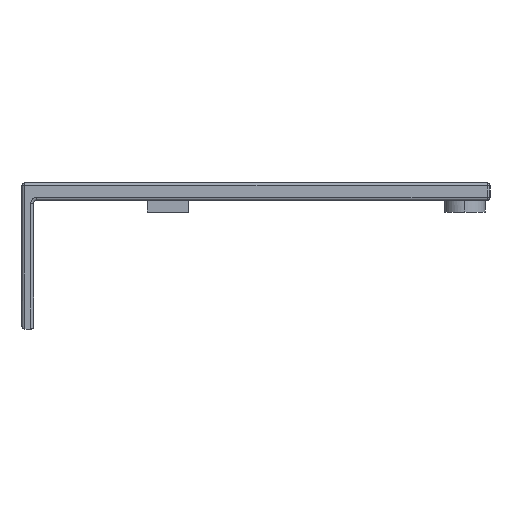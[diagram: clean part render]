
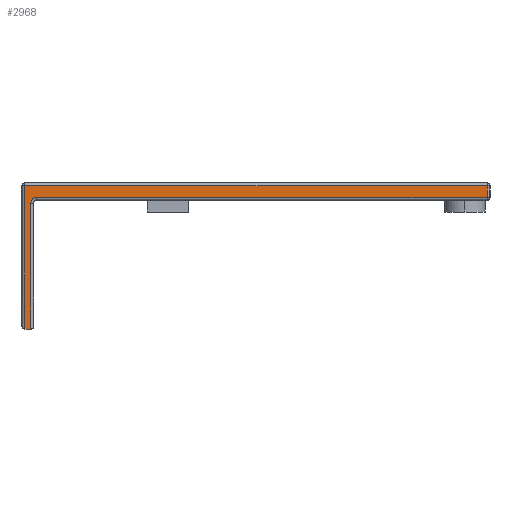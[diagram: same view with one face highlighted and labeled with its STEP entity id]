
A CAD part, left-side view. The second image highlights one B-rep face of the part: STEP entity #2968.
In plain terms, the highlighted planar face has unit normal (-1, 0, 0).
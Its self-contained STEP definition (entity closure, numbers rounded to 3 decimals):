
#332 = VERTEX_POINT ( 'NONE', #1260 ) ;
#675 = LINE ( 'NONE', #1994, #2867 ) ;
#780 = CIRCLE ( 'NONE', #3738, 1. ) ;
#884 = DIRECTION ( 'NONE',  ( 0., 1., 0. ) ) ;
#932 = VECTOR ( 'NONE', #2443, 1000. ) ;
#1018 = PLANE ( 'NONE',  #2566 ) ;
#1049 = DIRECTION ( 'NONE',  ( 0., 0., -1. ) ) ;
#1195 = CARTESIAN_POINT ( 'NONE',  ( -7., 0.5, -12. ) ) ;
#1255 = VERTEX_POINT ( 'NONE', #2975 ) ;
#1260 = CARTESIAN_POINT ( 'NONE',  ( -7., -77.5, 12.5 ) ) ;
#1261 = CARTESIAN_POINT ( 'NONE',  ( -7., -0.5, 10.5 ) ) ;
#1312 = FACE_OUTER_BOUND ( 'NONE', #2939, .T. ) ;
#1392 = VERTEX_POINT ( 'NONE', #1195 ) ;
#1395 = CARTESIAN_POINT ( 'NONE',  ( -7., 1.5, -12. ) ) ;
#1469 = CARTESIAN_POINT ( 'NONE',  ( -7., 1.5, 12.5 ) ) ;
#1484 = CARTESIAN_POINT ( 'NONE',  ( -7., 0.5, 9.5 ) ) ;
#1611 = LINE ( 'NONE', #2614, #3776 ) ;
#1781 = EDGE_CURVE ( 'NONE', #3868, #1392, #3107, .T. ) ;
#1895 = CARTESIAN_POINT ( 'NONE',  ( -7., 2., 12.5 ) ) ;
#1938 = LINE ( 'NONE', #1895, #4079 ) ;
#1994 = CARTESIAN_POINT ( 'NONE',  ( -7., -77.5, 10. ) ) ;
#2009 = DIRECTION ( 'NONE',  ( 1., 0., 0. ) ) ;
#2123 = DIRECTION ( 'NONE',  ( -1., 0., 0. ) ) ;
#2339 = ORIENTED_EDGE ( 'NONE', *, *, #3290, .T. ) ;
#2345 = LINE ( 'NONE', #3950, #2771 ) ;
#2352 = LINE ( 'NONE', #3334, #3127 ) ;
#2430 = EDGE_CURVE ( 'NONE', #1392, #3847, #1611, .T. ) ;
#2436 = VERTEX_POINT ( 'NONE', #1261 ) ;
#2443 = DIRECTION ( 'NONE',  ( 0., -1., 0. ) ) ;
#2555 = EDGE_CURVE ( 'NONE', #1255, #332, #675, .T. ) ;
#2566 = AXIS2_PLACEMENT_3D ( 'NONE', #2625, #2009, #3937 ) ;
#2614 = CARTESIAN_POINT ( 'NONE',  ( -7., 0.5, 10. ) ) ;
#2625 = CARTESIAN_POINT ( 'NONE',  ( -7., 2., 10. ) ) ;
#2771 = VECTOR ( 'NONE', #1049, 1000. ) ;
#2867 = VECTOR ( 'NONE', #3301, 1000. ) ;
#2939 = EDGE_LOOP ( 'NONE', ( #3588, #3864, #3662, #3704, #3508, #2339, #4222 ) ) ;
#2968 = ADVANCED_FACE ( 'NONE', ( #1312 ), #1018, .F. ) ;
#2975 = CARTESIAN_POINT ( 'NONE',  ( -7., -77.5, 10.5 ) ) ;
#3084 = EDGE_CURVE ( 'NONE', #2436, #3847, #780, .T. ) ;
#3107 = LINE ( 'NONE', #3727, #932 ) ;
#3108 = CARTESIAN_POINT ( 'NONE',  ( -7., -0.5, 9.5 ) ) ;
#3127 = VECTOR ( 'NONE', #4021, 1000. ) ;
#3290 = EDGE_CURVE ( 'NONE', #2436, #1255, #2352, .T. ) ;
#3301 = DIRECTION ( 'NONE',  ( 0., 0., 1. ) ) ;
#3334 = CARTESIAN_POINT ( 'NONE',  ( -7., 2., 10.5 ) ) ;
#3433 = DIRECTION ( 'NONE',  ( 0., 0., -1. ) ) ;
#3455 = VERTEX_POINT ( 'NONE', #1469 ) ;
#3506 = EDGE_CURVE ( 'NONE', #332, #3455, #1938, .T. ) ;
#3508 = ORIENTED_EDGE ( 'NONE', *, *, #3084, .F. ) ;
#3588 = ORIENTED_EDGE ( 'NONE', *, *, #3506, .T. ) ;
#3655 = EDGE_CURVE ( 'NONE', #3455, #3868, #2345, .T. ) ;
#3662 = ORIENTED_EDGE ( 'NONE', *, *, #1781, .T. ) ;
#3704 = ORIENTED_EDGE ( 'NONE', *, *, #2430, .T. ) ;
#3727 = CARTESIAN_POINT ( 'NONE',  ( -7., 2., -12. ) ) ;
#3738 = AXIS2_PLACEMENT_3D ( 'NONE', #3108, #2123, #3433 ) ;
#3776 = VECTOR ( 'NONE', #3925, 1000. ) ;
#3847 = VERTEX_POINT ( 'NONE', #1484 ) ;
#3864 = ORIENTED_EDGE ( 'NONE', *, *, #3655, .T. ) ;
#3868 = VERTEX_POINT ( 'NONE', #1395 ) ;
#3925 = DIRECTION ( 'NONE',  ( 0., 0., 1. ) ) ;
#3937 = DIRECTION ( 'NONE',  ( 0., 0., -1. ) ) ;
#3950 = CARTESIAN_POINT ( 'NONE',  ( -7., 1.5, 10. ) ) ;
#4021 = DIRECTION ( 'NONE',  ( 0., -1., 0. ) ) ;
#4079 = VECTOR ( 'NONE', #884, 1000. ) ;
#4222 = ORIENTED_EDGE ( 'NONE', *, *, #2555, .T. ) ;
